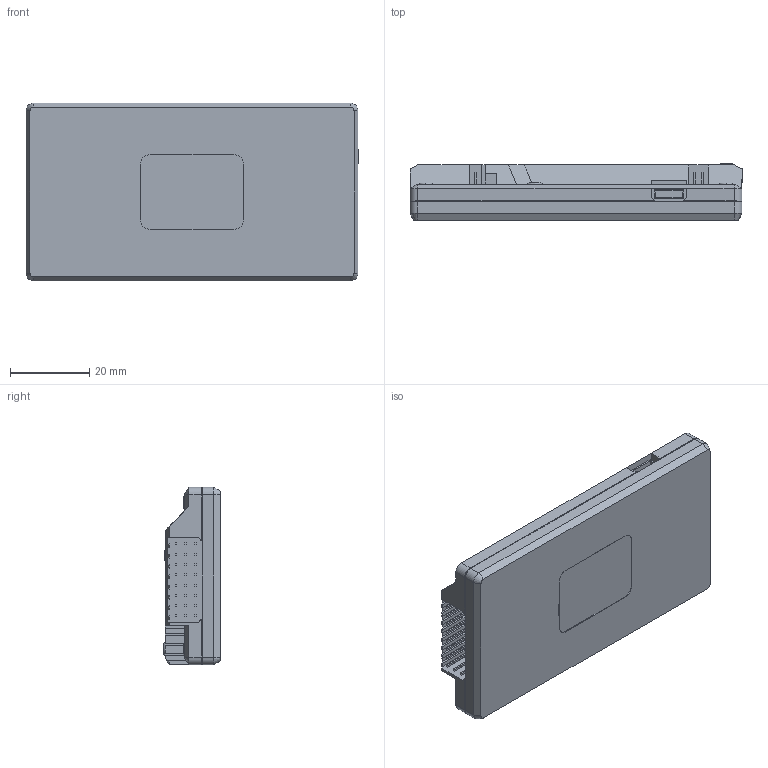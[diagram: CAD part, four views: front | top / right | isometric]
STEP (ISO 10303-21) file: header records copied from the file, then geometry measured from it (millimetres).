
FILE_DESCRIPTION (( 'STEP AP203' ), '1' );
FILE_NAME ('APM 2.5 Side Entry Case.STEP', '2013-08-12T19:18:24', ( '' ), ( '' ), 'SwSTEP 2.0', 'SolidWorks 2013', '' );
FILE_SCHEMA (( 'CONFIG_CONTROL_DESIGN' ));
Length unit declared in the file: millimetre
Products named in the file (1): APM 2.5 Side Entry Case
Bounding box: 84 x 14.4 x 45 mm (x, y, z)
Volume: 39162.7 mm3; surface area: 16892.1 mm2
Topology: 2 solids, 2 shells, 1183 faces, 3055 edges, 2010 vertices
Faces by surface type: plane 1072, bspline 46, cylinder 38, torus 19, cone 8
Entity records: 37487 total; most frequent: CARTESIAN_POINT 8801, ORIENTED_EDGE 6106, DIRECTION 5334, EDGE_CURVE 3053, VECTOR 2768, LINE 2768, VERTEX_POINT 2010, EDGE_LOOP 1319
